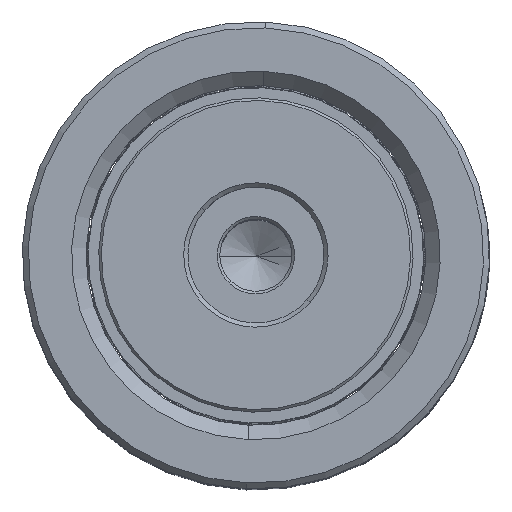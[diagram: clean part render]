
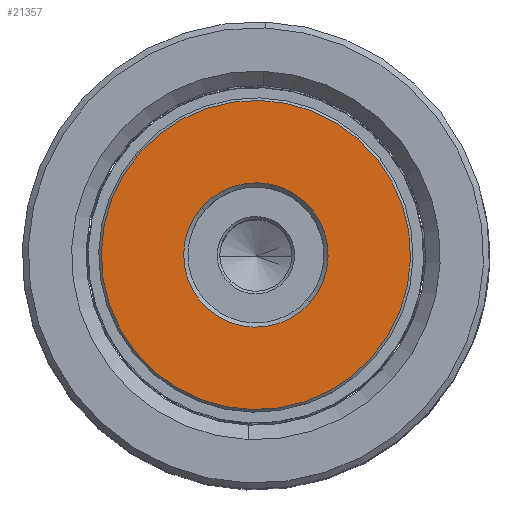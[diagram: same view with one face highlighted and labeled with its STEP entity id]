
A CAD part, top view. The second image highlights one B-rep face of the part: STEP entity #21357.
In plain terms, the highlighted face is planar.
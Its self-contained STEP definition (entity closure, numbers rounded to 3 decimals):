
#608 = AXIS2_PLACEMENT_3D ( 'NONE', #20462, #717, #7145 ) ;
#717 = DIRECTION ( 'NONE',  ( 0., 0., 1. ) ) ;
#1978 = EDGE_CURVE ( 'NONE', #36649, #23162, #2313, .T. ) ;
#2313 = CIRCLE ( 'NONE', #21610, 18.2 ) ;
#2665 = ORIENTED_EDGE ( 'NONE', *, *, #1978, .T. ) ;
#2696 = VERTEX_POINT ( 'NONE', #38871 ) ;
#4000 = FACE_OUTER_BOUND ( 'NONE', #20589, .T. ) ;
#5029 = DIRECTION ( 'NONE',  ( 0., 0., -1. ) ) ;
#5561 = CIRCLE ( 'NONE', #8489, 8.5 ) ;
#7145 = DIRECTION ( 'NONE',  ( 1., 0., 0. ) ) ;
#7567 = PLANE ( 'NONE',  #608 ) ;
#8385 = CARTESIAN_POINT ( 'NONE',  ( -8.5, 0., 0. ) ) ;
#8489 = AXIS2_PLACEMENT_3D ( 'NONE', #20713, #37243, #31192 ) ;
#10143 = FACE_BOUND ( 'NONE', #39578, .T. ) ;
#10797 = ORIENTED_EDGE ( 'NONE', *, *, #19121, .T. ) ;
#19121 = EDGE_CURVE ( 'NONE', #23162, #36649, #29524, .T. ) ;
#20462 = CARTESIAN_POINT ( 'NONE',  ( 0., 0., 0. ) ) ;
#20589 = EDGE_LOOP ( 'NONE', ( #2665, #10797 ) ) ;
#20713 = CARTESIAN_POINT ( 'NONE',  ( 0., 0., 0. ) ) ;
#20778 = CARTESIAN_POINT ( 'NONE',  ( 0., 0., 0. ) ) ;
#21357 = ADVANCED_FACE ( 'NONE', ( #4000, #10143 ), #7567, .F. ) ;
#21610 = AXIS2_PLACEMENT_3D ( 'NONE', #20778, #24488, #31123 ) ;
#22179 = ORIENTED_EDGE ( 'NONE', *, *, #38964, .T. ) ;
#23162 = VERTEX_POINT ( 'NONE', #24198 ) ;
#24198 = CARTESIAN_POINT ( 'NONE',  ( -18.2, 0., 0. ) ) ;
#24488 = DIRECTION ( 'NONE',  ( 0., 0., -1. ) ) ;
#25017 = CIRCLE ( 'NONE', #35485, 8.5 ) ;
#25085 = DIRECTION ( 'NONE',  ( 1., 0., 0. ) ) ;
#28848 = AXIS2_PLACEMENT_3D ( 'NONE', #34607, #5029, #38025 ) ;
#29524 = CIRCLE ( 'NONE', #28848, 18.2 ) ;
#31123 = DIRECTION ( 'NONE',  ( 1., 0., 0. ) ) ;
#31192 = DIRECTION ( 'NONE',  ( 1., 0., 0. ) ) ;
#31447 = DIRECTION ( 'NONE',  ( 0., 0., 1. ) ) ;
#32971 = VERTEX_POINT ( 'NONE', #8385 ) ;
#34088 = ORIENTED_EDGE ( 'NONE', *, *, #38355, .T. ) ;
#34607 = CARTESIAN_POINT ( 'NONE',  ( 0., 0., 0. ) ) ;
#35485 = AXIS2_PLACEMENT_3D ( 'NONE', #41353, #31447, #25085 ) ;
#36649 = VERTEX_POINT ( 'NONE', #37341 ) ;
#37243 = DIRECTION ( 'NONE',  ( 0., 0., 1. ) ) ;
#37341 = CARTESIAN_POINT ( 'NONE',  ( 18.2, 0., 0. ) ) ;
#38025 = DIRECTION ( 'NONE',  ( 1., 0., 0. ) ) ;
#38355 = EDGE_CURVE ( 'NONE', #32971, #2696, #5561, .T. ) ;
#38871 = CARTESIAN_POINT ( 'NONE',  ( 8.5, 0., 0. ) ) ;
#38964 = EDGE_CURVE ( 'NONE', #2696, #32971, #25017, .T. ) ;
#39578 = EDGE_LOOP ( 'NONE', ( #34088, #22179 ) ) ;
#41353 = CARTESIAN_POINT ( 'NONE',  ( 0., 0., 0. ) ) ;
